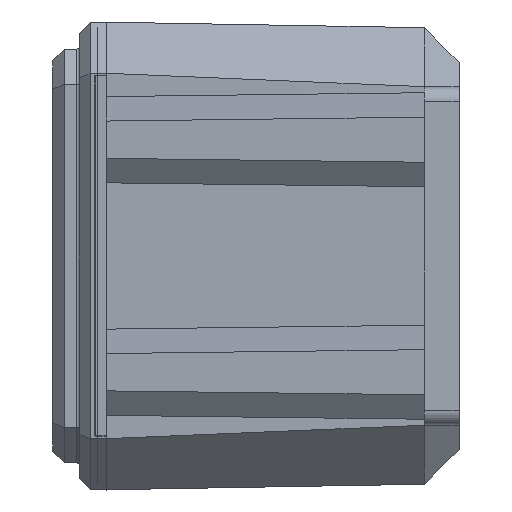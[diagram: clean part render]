
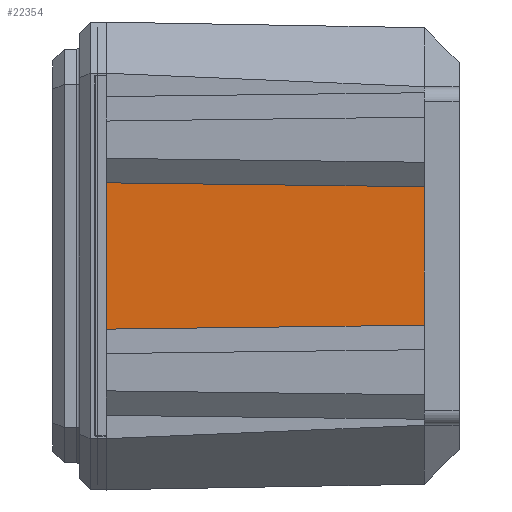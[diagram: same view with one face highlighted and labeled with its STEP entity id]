
A CAD part, left-side view. The second image highlights one B-rep face of the part: STEP entity #22354.
In plain terms, the highlighted planar face has unit normal (-1, 0.018, 0).
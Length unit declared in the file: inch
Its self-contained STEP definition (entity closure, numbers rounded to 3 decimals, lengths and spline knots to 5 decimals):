
#61 = DIRECTION ( 'NONE',  ( 0.017, 1., 0. ) ) ;
#396 = EDGE_LOOP ( 'NONE', ( #6175, #32050, #19611, #33506 ) ) ;
#2006 = CARTESIAN_POINT ( 'NONE',  ( -0.36813, 5.08294, 5.75611 ) ) ;
#2346 = VERTEX_POINT ( 'NONE', #3148 ) ;
#2550 = VECTOR ( 'NONE', #36309, 39.37008 ) ;
#2581 = LINE ( 'NONE', #11667, #18851 ) ;
#3148 = CARTESIAN_POINT ( 'NONE',  ( -0.36813, 5.08294, 6.24611 ) ) ;
#3569 = LINE ( 'NONE', #33155, #2550 ) ;
#4403 = EDGE_CURVE ( 'NONE', #2346, #26358, #11183, .T. ) ;
#6175 = ORIENTED_EDGE ( 'NONE', *, *, #4403, .F. ) ;
#6475 = FACE_OUTER_BOUND ( 'NONE', #396, .T. ) ;
#8136 = CARTESIAN_POINT ( 'NONE',  ( -0.36813, 5.08294, 6.24611 ) ) ;
#9706 = CARTESIAN_POINT ( 'NONE',  ( -0.4053, 2.95303, 7.05611 ) ) ;
#11183 = LINE ( 'NONE', #8136, #36194 ) ;
#11667 = CARTESIAN_POINT ( 'NONE',  ( -0.40531, 2.95294, 5.29214 ) ) ;
#13124 = EDGE_CURVE ( 'NONE', #27373, #2346, #26564, .T. ) ;
#17953 = DIRECTION ( 'NONE',  ( -0.017, -1., -0.012 ) ) ;
#18851 = VECTOR ( 'NONE', #37765, 39.37008 ) ;
#19533 = DIRECTION ( 'NONE',  ( 1., -0.017, 0. ) ) ;
#19611 = ORIENTED_EDGE ( 'NONE', *, *, #40757, .F. ) ;
#22354 = ADVANCED_FACE ( 'NONE', ( #6475 ), #22650, .F. ) ;
#22650 = PLANE ( 'NONE',  #28297 ) ;
#23261 = CARTESIAN_POINT ( 'NONE',  ( -0.36813, 5.08294, 5.26611 ) ) ;
#24802 = VERTEX_POINT ( 'NONE', #32043 ) ;
#26358 = VERTEX_POINT ( 'NONE', #26553 ) ;
#26553 = CARTESIAN_POINT ( 'NONE',  ( -0.40531, 2.95294, 6.22008 ) ) ;
#26564 = LINE ( 'NONE', #2006, #35231 ) ;
#27373 = VERTEX_POINT ( 'NONE', #23261 ) ;
#28297 = AXIS2_PLACEMENT_3D ( 'NONE', #9706, #19533, #61 ) ;
#32043 = CARTESIAN_POINT ( 'NONE',  ( -0.40531, 2.95294, 5.29214 ) ) ;
#32050 = ORIENTED_EDGE ( 'NONE', *, *, #13124, .F. ) ;
#33155 = CARTESIAN_POINT ( 'NONE',  ( -0.40531, 2.95294, 6.89011 ) ) ;
#33506 = ORIENTED_EDGE ( 'NONE', *, *, #41068, .T. ) ;
#35231 = VECTOR ( 'NONE', #37757, 39.37008 ) ;
#36194 = VECTOR ( 'NONE', #17953, 39.37008 ) ;
#36309 = DIRECTION ( 'NONE',  ( 0., 0., 1. ) ) ;
#37757 = DIRECTION ( 'NONE',  ( 0., 0., 1. ) ) ;
#37765 = DIRECTION ( 'NONE',  ( 0.017, 1., -0.012 ) ) ;
#40757 = EDGE_CURVE ( 'NONE', #24802, #27373, #2581, .T. ) ;
#41068 = EDGE_CURVE ( 'NONE', #24802, #26358, #3569, .T. ) ;
